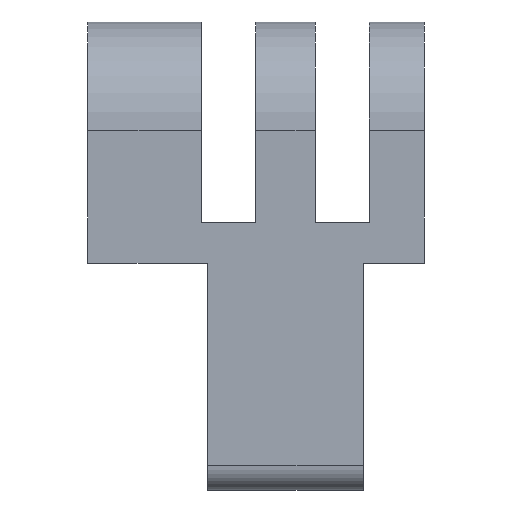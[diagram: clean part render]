
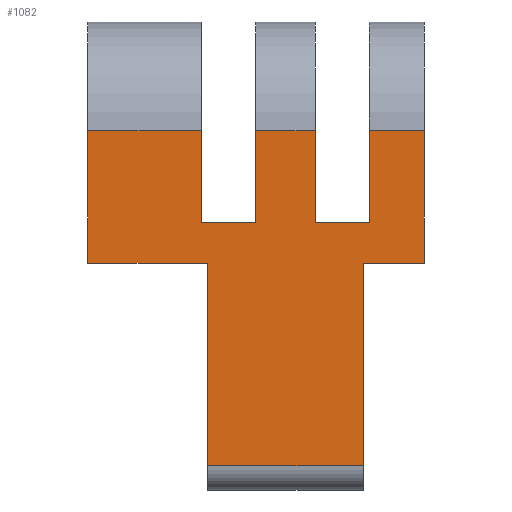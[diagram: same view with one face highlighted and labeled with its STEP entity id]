
A CAD part, front view. The second image highlights one B-rep face of the part: STEP entity #1082.
In plain terms, the highlighted planar face has unit normal (0, -1, 0).
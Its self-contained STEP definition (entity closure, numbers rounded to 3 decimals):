
#21 = PLANE ( 'NONE',  #1161 ) ;
#28 = VECTOR ( 'NONE', #557, 1000. ) ;
#39 = DIRECTION ( 'NONE',  ( 0., 0., -1. ) ) ;
#44 = VERTEX_POINT ( 'NONE', #1209 ) ;
#64 = ORIENTED_EDGE ( 'NONE', *, *, #344, .T. ) ;
#67 = CARTESIAN_POINT ( 'NONE',  ( -4.101, -5.74, -23.368 ) ) ;
#98 = VECTOR ( 'NONE', #665, 1000. ) ;
#111 = CARTESIAN_POINT ( 'NONE',  ( 4.42, -5.74, -5.715 ) ) ;
#121 = VECTOR ( 'NONE', #793, 1000. ) ;
#126 = DIRECTION ( 'NONE',  ( 0., 0., -1. ) ) ;
#129 = VECTOR ( 'NONE', #1289, 1000. ) ;
#133 = CARTESIAN_POINT ( 'NONE',  ( 4.42, -5.74, -10.566 ) ) ;
#146 = VERTEX_POINT ( 'NONE', #1263 ) ;
#159 = LINE ( 'NONE', #268, #1104 ) ;
#180 = CARTESIAN_POINT ( 'NONE',  ( 1.562, -5.74, -10.566 ) ) ;
#190 = CARTESIAN_POINT ( 'NONE',  ( 0., -5.74, -5.715 ) ) ;
#209 = EDGE_CURVE ( 'NONE', #1012, #1026, #1153, .T. ) ;
#212 = VECTOR ( 'NONE', #1004, 1000. ) ;
#236 = LINE ( 'NONE', #761, #212 ) ;
#244 = VECTOR ( 'NONE', #1156, 1000. ) ;
#268 = CARTESIAN_POINT ( 'NONE',  ( 4.101, -5.74, -12.7 ) ) ;
#281 = EDGE_CURVE ( 'NONE', #792, #583, #1105, .T. ) ;
#282 = ORIENTED_EDGE ( 'NONE', *, *, #720, .F. ) ;
#291 = DIRECTION ( 'NONE',  ( 1., 0., 0. ) ) ;
#298 = CARTESIAN_POINT ( 'NONE',  ( 4.101, -5.74, -23.368 ) ) ;
#304 = VERTEX_POINT ( 'NONE', #324 ) ;
#313 = LINE ( 'NONE', #399, #1270 ) ;
#315 = LINE ( 'NONE', #1389, #129 ) ;
#323 = VECTOR ( 'NONE', #725, 1000. ) ;
#324 = CARTESIAN_POINT ( 'NONE',  ( -1.562, -5.74, -5.715 ) ) ;
#339 = EDGE_CURVE ( 'NONE', #721, #774, #1201, .T. ) ;
#342 = CARTESIAN_POINT ( 'NONE',  ( -4.42, -5.74, -10.566 ) ) ;
#344 = EDGE_CURVE ( 'NONE', #1092, #420, #934, .T. ) ;
#345 = VERTEX_POINT ( 'NONE', #348 ) ;
#348 = CARTESIAN_POINT ( 'NONE',  ( -10.415, -5.74, -12.7 ) ) ;
#384 = EDGE_CURVE ( 'NONE', #1073, #1092, #497, .T. ) ;
#385 = ORIENTED_EDGE ( 'NONE', *, *, #1101, .T. ) ;
#399 = CARTESIAN_POINT ( 'NONE',  ( 1.562, -5.74, -10.566 ) ) ;
#411 = EDGE_CURVE ( 'NONE', #721, #583, #1275, .T. ) ;
#420 = VERTEX_POINT ( 'NONE', #180 ) ;
#421 = LINE ( 'NONE', #190, #244 ) ;
#442 = CARTESIAN_POINT ( 'NONE',  ( 0., -5.74, 0. ) ) ;
#450 = CARTESIAN_POINT ( 'NONE',  ( 4.42, -5.74, -10.566 ) ) ;
#457 = DIRECTION ( 'NONE',  ( 0., 0., 1. ) ) ;
#475 = CARTESIAN_POINT ( 'NONE',  ( 0., -5.74, -23.368 ) ) ;
#487 = VERTEX_POINT ( 'NONE', #535 ) ;
#491 = CARTESIAN_POINT ( 'NONE',  ( 4.101, -5.74, -12.7 ) ) ;
#497 = LINE ( 'NONE', #133, #1246 ) ;
#526 = ORIENTED_EDGE ( 'NONE', *, *, #281, .F. ) ;
#535 = CARTESIAN_POINT ( 'NONE',  ( 7.315, -5.74, -12.7 ) ) ;
#539 = CARTESIAN_POINT ( 'NONE',  ( -4.42, -5.74, -5.715 ) ) ;
#557 = DIRECTION ( 'NONE',  ( 0., 0., -1. ) ) ;
#583 = VERTEX_POINT ( 'NONE', #298 ) ;
#599 = CARTESIAN_POINT ( 'NONE',  ( -4.101, -5.74, -12.7 ) ) ;
#609 = EDGE_CURVE ( 'NONE', #692, #1073, #236, .T. ) ;
#617 = ORIENTED_EDGE ( 'NONE', *, *, #867, .T. ) ;
#652 = CARTESIAN_POINT ( 'NONE',  ( 7.315, -5.74, -12.7 ) ) ;
#665 = DIRECTION ( 'NONE',  ( -1., 0., 0. ) ) ;
#676 = ORIENTED_EDGE ( 'NONE', *, *, #886, .T. ) ;
#678 = ORIENTED_EDGE ( 'NONE', *, *, #1320, .T. ) ;
#692 = VERTEX_POINT ( 'NONE', #790 ) ;
#716 = CARTESIAN_POINT ( 'NONE',  ( -4.101, -5.74, -12.7 ) ) ;
#718 = VECTOR ( 'NONE', #771, 1000. ) ;
#720 = EDGE_CURVE ( 'NONE', #487, #792, #159, .T. ) ;
#721 = VERTEX_POINT ( 'NONE', #67 ) ;
#725 = DIRECTION ( 'NONE',  ( -1., 0., 0. ) ) ;
#731 = DIRECTION ( 'NONE',  ( -1., 0., 0. ) ) ;
#742 = DIRECTION ( 'NONE',  ( 0., 0., 1. ) ) ;
#761 = CARTESIAN_POINT ( 'NONE',  ( 0., -5.74, -5.715 ) ) ;
#766 = ORIENTED_EDGE ( 'NONE', *, *, #384, .T. ) ;
#771 = DIRECTION ( 'NONE',  ( -1., 0., 0. ) ) ;
#774 = VERTEX_POINT ( 'NONE', #599 ) ;
#790 = CARTESIAN_POINT ( 'NONE',  ( 7.315, -5.74, -5.715 ) ) ;
#792 = VERTEX_POINT ( 'NONE', #491 ) ;
#793 = DIRECTION ( 'NONE',  ( 0., 0., 1. ) ) ;
#810 = EDGE_LOOP ( 'NONE', ( #1120, #1235, #766, #64, #836, #676, #678, #385, #617, #958, #937, #1218, #891, #1190, #526, #282 ) ) ;
#813 = CARTESIAN_POINT ( 'NONE',  ( -4.42, -5.74, -10.566 ) ) ;
#824 = VECTOR ( 'NONE', #291, 1000. ) ;
#830 = LINE ( 'NONE', #841, #323 ) ;
#836 = ORIENTED_EDGE ( 'NONE', *, *, #1286, .T. ) ;
#841 = CARTESIAN_POINT ( 'NONE',  ( -7.315, -5.74, -12.7 ) ) ;
#849 = LINE ( 'NONE', #1043, #1364 ) ;
#851 = LINE ( 'NONE', #1301, #905 ) ;
#867 = EDGE_CURVE ( 'NONE', #1233, #1012, #315, .T. ) ;
#886 = EDGE_CURVE ( 'NONE', #146, #304, #421, .T. ) ;
#891 = ORIENTED_EDGE ( 'NONE', *, *, #339, .F. ) ;
#905 = VECTOR ( 'NONE', #742, 1000. ) ;
#934 = LINE ( 'NONE', #1047, #98 ) ;
#937 = ORIENTED_EDGE ( 'NONE', *, *, #976, .F. ) ;
#943 = DIRECTION ( 'NONE',  ( 0., 0., -1. ) ) ;
#958 = ORIENTED_EDGE ( 'NONE', *, *, #209, .T. ) ;
#976 = EDGE_CURVE ( 'NONE', #345, #1026, #851, .T. ) ;
#1004 = DIRECTION ( 'NONE',  ( -1., 0., 0. ) ) ;
#1012 = VERTEX_POINT ( 'NONE', #539 ) ;
#1023 = VECTOR ( 'NONE', #731, 1000. ) ;
#1026 = VERTEX_POINT ( 'NONE', #1108 ) ;
#1040 = DIRECTION ( 'NONE',  ( -1., 0., 0. ) ) ;
#1043 = CARTESIAN_POINT ( 'NONE',  ( -1.562, -5.74, -10.566 ) ) ;
#1047 = CARTESIAN_POINT ( 'NONE',  ( 4.42, -5.74, -10.566 ) ) ;
#1052 = EDGE_CURVE ( 'NONE', #692, #487, #1204, .T. ) ;
#1070 = CARTESIAN_POINT ( 'NONE',  ( 4.101, -5.74, -12.7 ) ) ;
#1073 = VERTEX_POINT ( 'NONE', #111 ) ;
#1082 = ADVANCED_FACE ( 'NONE', ( #1197 ), #21, .F. ) ;
#1092 = VERTEX_POINT ( 'NONE', #450 ) ;
#1101 = EDGE_CURVE ( 'NONE', #44, #1233, #1331, .T. ) ;
#1104 = VECTOR ( 'NONE', #1040, 1000. ) ;
#1105 = LINE ( 'NONE', #1070, #28 ) ;
#1108 = CARTESIAN_POINT ( 'NONE',  ( -10.415, -5.74, -5.715 ) ) ;
#1120 = ORIENTED_EDGE ( 'NONE', *, *, #1052, .F. ) ;
#1153 = LINE ( 'NONE', #1277, #1023 ) ;
#1154 = DIRECTION ( 'NONE',  ( 0., 0., 1. ) ) ;
#1156 = DIRECTION ( 'NONE',  ( -1., 0., 0. ) ) ;
#1161 = AXIS2_PLACEMENT_3D ( 'NONE', #442, #1325, #457 ) ;
#1190 = ORIENTED_EDGE ( 'NONE', *, *, #411, .T. ) ;
#1197 = FACE_OUTER_BOUND ( 'NONE', #810, .T. ) ;
#1201 = LINE ( 'NONE', #716, #121 ) ;
#1204 = LINE ( 'NONE', #652, #1256 ) ;
#1209 = CARTESIAN_POINT ( 'NONE',  ( -1.562, -5.74, -10.566 ) ) ;
#1218 = ORIENTED_EDGE ( 'NONE', *, *, #1369, .F. ) ;
#1233 = VERTEX_POINT ( 'NONE', #813 ) ;
#1235 = ORIENTED_EDGE ( 'NONE', *, *, #609, .T. ) ;
#1246 = VECTOR ( 'NONE', #39, 1000. ) ;
#1256 = VECTOR ( 'NONE', #126, 1000. ) ;
#1263 = CARTESIAN_POINT ( 'NONE',  ( 1.562, -5.74, -5.715 ) ) ;
#1270 = VECTOR ( 'NONE', #1154, 1000. ) ;
#1275 = LINE ( 'NONE', #475, #824 ) ;
#1277 = CARTESIAN_POINT ( 'NONE',  ( 0., -5.74, -5.715 ) ) ;
#1286 = EDGE_CURVE ( 'NONE', #420, #146, #313, .T. ) ;
#1289 = DIRECTION ( 'NONE',  ( 0., 0., 1. ) ) ;
#1301 = CARTESIAN_POINT ( 'NONE',  ( -10.415, -5.74, -12.7 ) ) ;
#1320 = EDGE_CURVE ( 'NONE', #304, #44, #849, .T. ) ;
#1325 = DIRECTION ( 'NONE',  ( 0., 1., 0. ) ) ;
#1331 = LINE ( 'NONE', #342, #718 ) ;
#1364 = VECTOR ( 'NONE', #943, 1000. ) ;
#1369 = EDGE_CURVE ( 'NONE', #774, #345, #830, .T. ) ;
#1389 = CARTESIAN_POINT ( 'NONE',  ( -4.42, -5.74, -10.566 ) ) ;
